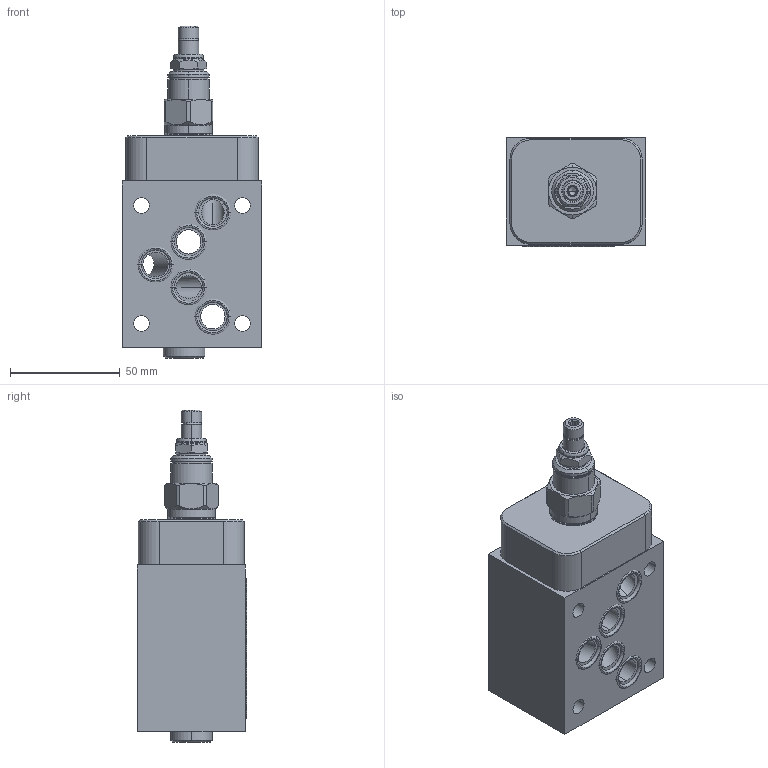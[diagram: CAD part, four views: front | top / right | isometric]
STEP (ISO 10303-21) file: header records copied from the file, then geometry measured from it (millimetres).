
FILE_DESCRIPTION((''),'2;1');
FILE_NAME('RPECLAN-CBF-T_ASM','2024-03-05T',('ProEService'),(''),'PRO/ENGINEER BY PARAMETRIC TECHNOLOGY CORPORATION, 2014200','PRO/ENGINEER BY PARAMETRIC TECHNOLOGY CORPORATION, 2014200','');
FILE_SCHEMA(('CONFIG_CONTROL_DESIGN'));
Length unit declared in the file: inch
Products named in the file (5): 151-202-003; RPECLAN; 330-018-002; 500-001-014; RPECLAN-CBF-T_ASM
Assembly tree (8 placements, depth 2):
  RPECLAN-CBF-T_ASM
    151-202-003
    RPECLAN
    330-018-002
    500-001-014  x5
Bounding box: 63.5 x 49.76 x 151.54 mm (x, y, z)
Volume: 272936.3 mm3; surface area: 55631.8 mm2
Topology: 10 solids, 11 shells, 436 faces, 1228 edges, 950 vertices
Faces by surface type: cylinder 180, plane 94, cone 90, torus 44, revolution 20, sphere 8
Entity records: 15569 total; most frequent: CARTESIAN_POINT 4495, DIRECTION 2412, ORIENTED_EDGE 1996, EDGE_CURVE 998, AXIS2_PLACEMENT_3D 930, VERTEX_POINT 621, VECTOR 548, LINE 548
